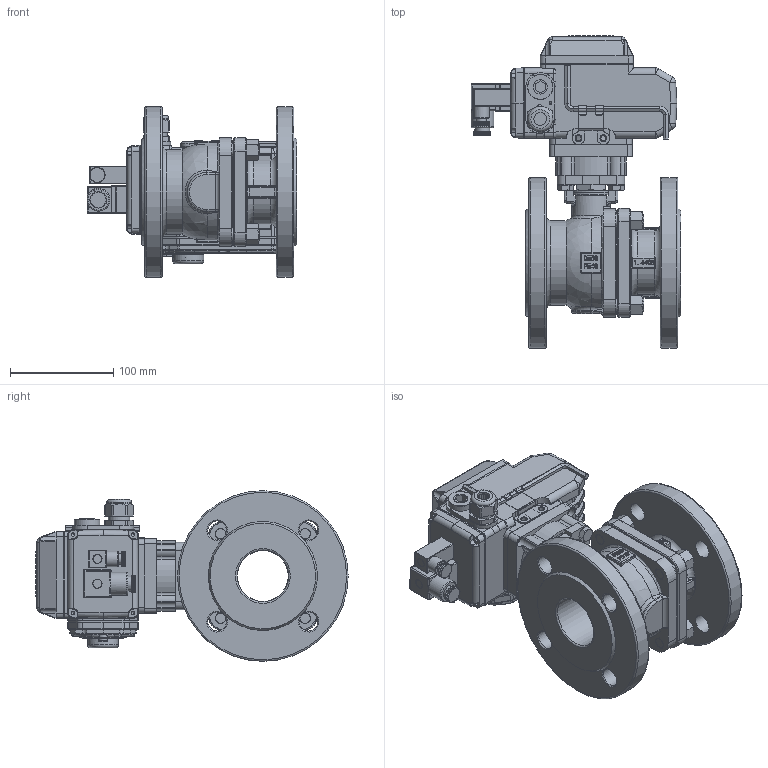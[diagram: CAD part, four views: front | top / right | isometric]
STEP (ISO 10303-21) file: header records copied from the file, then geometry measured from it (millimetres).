
FILE_DESCRIPTION(/* description */ ('Unknown'),/* implementation_level */ '2;1');
FILE_NAME(/* name */ 'AE06_07 0921_0930-09',/* time_stamp */ '2023-07-24T14:16:09+02:00',/* author */ ('Unknown'),/* organization */ ('Unknown'),/* preprocessor_version */ 'ST-DEVELOPER v18.102',/* originating_system */ 'Solid Edge',/* authorisation */ 'Unknown');
FILE_SCHEMA (('AUTOMOTIVE_DESIGN {1 0 10303 214 3 1 1}'));
Products named in the file (40): AE50-8.200.050; 921_930-09; DN50 PN40 KV-L6N概极; DN50 PN40 KV-L6N概裔; 概裝KV-L41+O-Ring; 跡鰍; 評倛粟え; hex jam nut_ai_HJNUT 0.7500-16-D-N; 滅侂菜え; 方口垫圈; M12X39邧芛蹟邡; hexagon nuts grade c gb_GB_FASTENER_NUT_SNC1 M12-N; AE04-AE08_(AE30_AE50)_mit Gerätestecker; AE04-AE08_(AE30_AE50); Z倰眊极橾遴20170830; 驱动盖组件; 驱动盖胶垫; Z倰忒梟縐啣; NQ10-034 梓僅啣; NQ10-033 硌渀; 萇蚾裔郪璃; 萇蚾裔; NQ10-035 噩え; 萇蚾裔蝶菜; 秶郘裔郪璃; 秶郘裔; 秶郘裔蝶菜; 盄黑; 盄坶; 盄坶1; 盄坶2; NQZ-018忒雄紱釬諳裔; Z型驱动盖最新外型20170830; 假蚾啣; 薊粣ん; 忒梟; Gerätestecker GSA 3000; Gerätestecker klein; DIN912_M5x40; DIN 933 M8x25 A2-70 BLK_EDST
Assembly tree (50 placements, depth 5):
  AE50-8.200.050
    921_930-09
      DN50 PN40 KV-L6N概极
      DN50 PN40 KV-L6N概裔
      概裝KV-L41+O-Ring
      跡鰍
      評倛粟え  x2
      hex jam nut_ai_HJNUT 0.7500-16-D-N
      滅侂菜え
      方口垫圈
      M12X39邧芛蹟邡  x4
      hexagon nuts grade c gb_GB_FASTENER_NUT_SNC1 M12-N  x4
    AE04-AE08_(AE30_AE50)_mit Gerätestecker
      AE04-AE08_(AE30_AE50)
        Z倰眊极橾遴20170830
        驱动盖组件
          驱动盖胶垫
        Z倰忒梟縐啣
        NQ10-034 梓僅啣
        NQ10-033 硌渀
        萇蚾裔郪璃
          萇蚾裔
          NQ10-035 噩え
          萇蚾裔蝶菜
        秶郘裔郪璃
          秶郘裔
          秶郘裔蝶菜
        盄黑
        盄坶
          盄坶1
          盄坶2
        NQZ-018忒雄紱釬諳裔
        Z型驱动盖最新外型20170830
        假蚾啣
        薊粣ん
        忒梟
      Gerätestecker GSA 3000
      Gerätestecker klein
      DIN912_M5x40  x2
    DIN 933 M8x25 A2-70 BLK_EDST  x4
Bounding box: 203.07 x 302 x 165 mm (x, y, z)
Volume: 2388597.1 mm3; surface area: 462757.2 mm2
Topology: 43 solids, 45 shells, 3478 faces, 8865 edges, 5569 vertices
Faces by surface type: plane 1522, cylinder 1143, torus 327, bspline 295, cone 135, sphere 56
Full cylindrical faces by diameter (mm): 2.5 x10, 3.2 x2, 3.3 x22, 3.5 x1, 4 x6, 4.2 x5, 4.5 x14, 4.8 x14, 5 x18, 6.6 x2, 6.8 x8, 7 x8, 8 x5, 8.5 x2, 9 x6, 10 x1, 10.1 x4, 10.106 x4, 10.2 x4, 12 x4, 12.3 x1, 13 x4, 13.2 x1, 13.5 x1, 13.8 x1, 14 x5, 14.5 x1, 15 x3, 16.5 x1, 17.462 x1
Entity records: 115648 total; most frequent: CARTESIAN_POINT 35365, DIRECTION 16276, ORIENTED_EDGE 16244, EDGE_CURVE 8122, AXIS2_PLACEMENT_3D 5944, VERTEX_POINT 5328, LINE 4388, VECTOR 4388
